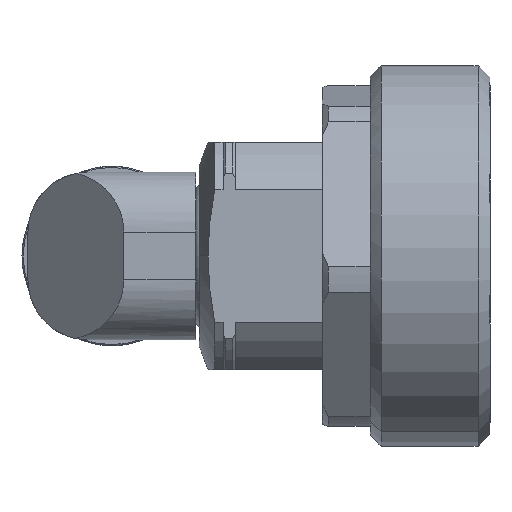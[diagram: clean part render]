
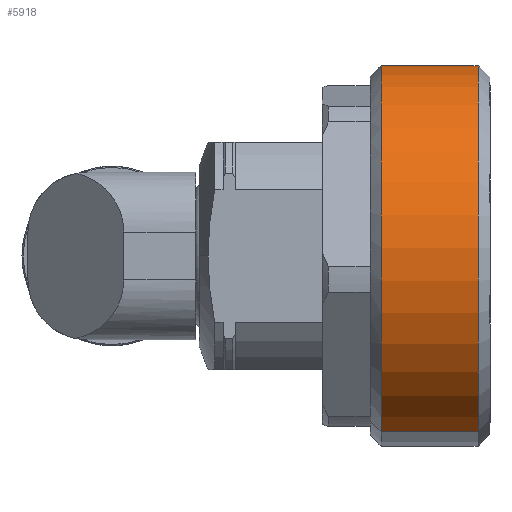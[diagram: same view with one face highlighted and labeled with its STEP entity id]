
A CAD part, left-side view. The second image highlights one B-rep face of the part: STEP entity #5918.
In plain terms, the highlighted cylindrical face has radius 15.9 mm (diameter 31.8 mm), a partial arc.
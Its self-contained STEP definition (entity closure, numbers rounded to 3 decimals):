
#51 = LINE ( 'NONE', #3662, #2172 ) ;
#121 = EDGE_CURVE ( 'NONE', #2076, #5973, #5574, .T. ) ;
#184 = ORIENTED_EDGE ( 'NONE', *, *, #6117, .F. ) ;
#208 = AXIS2_PLACEMENT_3D ( 'NONE', #6520, #3249, #7071 ) ;
#641 = AXIS2_PLACEMENT_3D ( 'NONE', #1203, #3999, #2872 ) ;
#1203 = CARTESIAN_POINT ( 'NONE',  ( -0.3, 0., 0. ) ) ;
#1215 = DIRECTION ( 'NONE',  ( 0., 0.382, -0.924 ) ) ;
#1221 = DIRECTION ( 'NONE',  ( 1., 0., 0. ) ) ;
#1234 = CARTESIAN_POINT ( 'NONE',  ( 9., 0., 0. ) ) ;
#1345 = VERTEX_POINT ( 'NONE', #3562 ) ;
#1382 = DIRECTION ( 'NONE',  ( -1., 0., 0. ) ) ;
#1404 = ORIENTED_EDGE ( 'NONE', *, *, #6668, .T. ) ;
#1425 = AXIS2_PLACEMENT_3D ( 'NONE', #1234, #1221, #1215 ) ;
#2076 = VERTEX_POINT ( 'NONE', #3782 ) ;
#2172 = VECTOR ( 'NONE', #1382, 1000. ) ;
#2872 = DIRECTION ( 'NONE',  ( 0., 0.382, -0.924 ) ) ;
#2996 = CARTESIAN_POINT ( 'NONE',  ( 0.9, -6.071, 14.695 ) ) ;
#3249 = DIRECTION ( 'NONE',  ( 1., 0., 0. ) ) ;
#3284 = EDGE_CURVE ( 'NONE', #2076, #1345, #3980, .T. ) ;
#3525 = VERTEX_POINT ( 'NONE', #5845 ) ;
#3562 = CARTESIAN_POINT ( 'NONE',  ( 9., 6.071, -14.695 ) ) ;
#3662 = CARTESIAN_POINT ( 'NONE',  ( -0.3, 6.071, -14.695 ) ) ;
#3782 = CARTESIAN_POINT ( 'NONE',  ( 9., -6.071, 14.695 ) ) ;
#3980 = CIRCLE ( 'NONE', #1425, 15.9 ) ;
#3999 = DIRECTION ( 'NONE',  ( -1., 0., 0. ) ) ;
#4209 = CYLINDRICAL_SURFACE ( 'NONE', #641, 15.9 ) ;
#4594 = DIRECTION ( 'NONE',  ( -1., 0., 0. ) ) ;
#4772 = CARTESIAN_POINT ( 'NONE',  ( -0.3, -6.071, 14.695 ) ) ;
#5067 = ORIENTED_EDGE ( 'NONE', *, *, #3284, .F. ) ;
#5572 = ORIENTED_EDGE ( 'NONE', *, *, #121, .T. ) ;
#5574 = LINE ( 'NONE', #4772, #5745 ) ;
#5712 = EDGE_LOOP ( 'NONE', ( #5067, #5572, #1404, #184 ) ) ;
#5745 = VECTOR ( 'NONE', #4594, 1000. ) ;
#5845 = CARTESIAN_POINT ( 'NONE',  ( 0.9, 6.071, -14.695 ) ) ;
#5918 = ADVANCED_FACE ( 'NONE', ( #6927 ), #4209, .T. ) ;
#5973 = VERTEX_POINT ( 'NONE', #2996 ) ;
#6117 = EDGE_CURVE ( 'NONE', #1345, #3525, #51, .T. ) ;
#6168 = CIRCLE ( 'NONE', #208, 15.9 ) ;
#6520 = CARTESIAN_POINT ( 'NONE',  ( 0.9, 0., 0. ) ) ;
#6668 = EDGE_CURVE ( 'NONE', #5973, #3525, #6168, .T. ) ;
#6927 = FACE_OUTER_BOUND ( 'NONE', #5712, .T. ) ;
#7071 = DIRECTION ( 'NONE',  ( 0., 0.382, -0.924 ) ) ;
